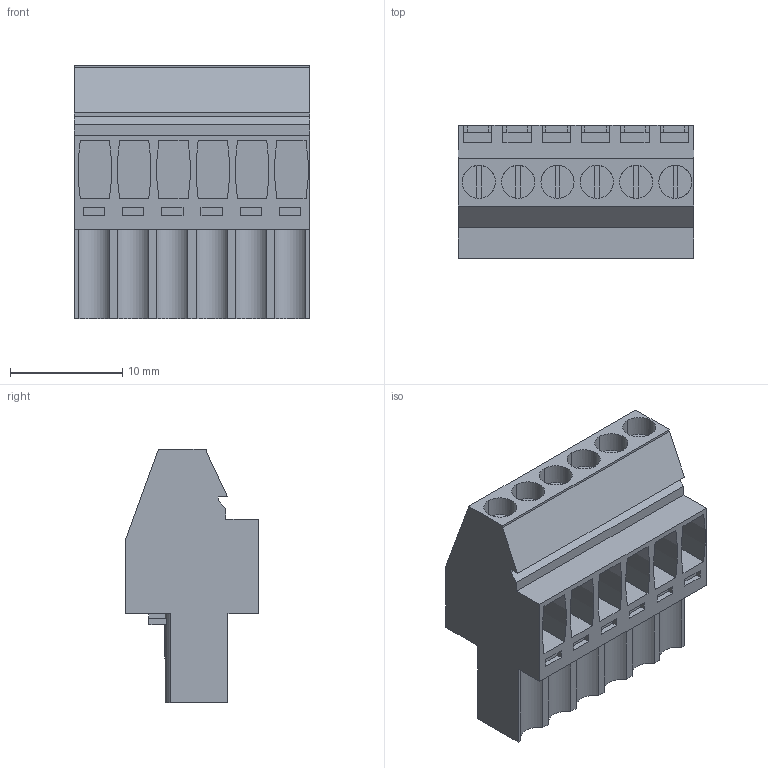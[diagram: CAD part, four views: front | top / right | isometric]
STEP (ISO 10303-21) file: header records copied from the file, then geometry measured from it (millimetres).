
FILE_DESCRIPTION(('CATIA V5 STEP Exchange','CAx-IF Rec.Pracs.--- Model Styling and Organization---1.2---2011-12-15'),'2;1');
FILE_NAME ('D1454087_0_1639510000_1639510000.stp','2017-04-20T07:32:01+00:00',('none'),('Weidmueller'),'CATIA Version 5-6 Release 2014','CATIA V5 STEP AP214','none');
FILE_SCHEMA(('AUTOMOTIVE_DESIGN { 1 0 10303 214 1 1 1 1 }'));
Length unit declared in the file: millimetre
Products named in the file (1): 1639510000
Bounding box: 21 x 11.83 x 22.6 mm (x, y, z)
Volume: 3190.7 mm3; surface area: 2729.2 mm2
Topology: 7 solids, 7 shells, 354 faces, 973 edges, 657 vertices
Faces by surface type: plane 306, cylinder 48
Entity records: 10532 total; most frequent: ORIENTED_EDGE 1946, CARTESIAN_POINT 1942, DIRECTION 1439, EDGE_CURVE 973, VECTOR 817, LINE 817, VERTEX_POINT 657, AXIS2_PLACEMENT_3D 384
